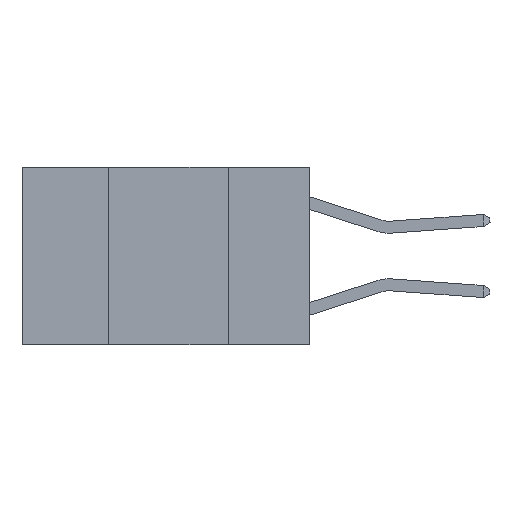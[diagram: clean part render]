
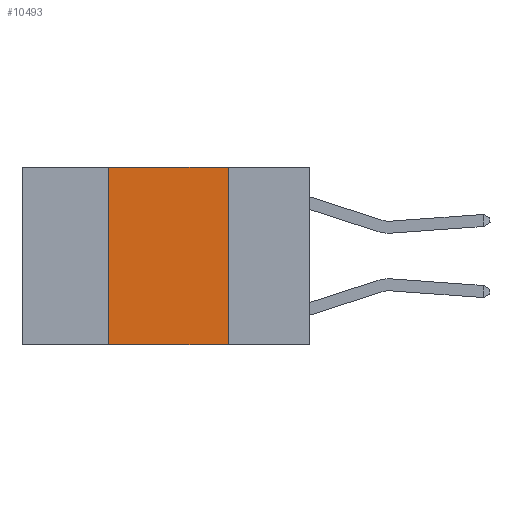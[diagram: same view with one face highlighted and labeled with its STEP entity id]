
A CAD part, left-side view. The second image highlights one B-rep face of the part: STEP entity #10493.
In plain terms, the highlighted planar face has unit normal (-1, 0, 0).
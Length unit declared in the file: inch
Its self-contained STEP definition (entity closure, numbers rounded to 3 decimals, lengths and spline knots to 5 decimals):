
#494 = EDGE_CURVE ( 'NONE', #1550, #6491, #7343, .T. ) ;
#1115 = LINE ( 'NONE', #7693, #11034 ) ;
#1550 = VERTEX_POINT ( 'NONE', #6410 ) ;
#1716 = CARTESIAN_POINT ( 'NONE',  ( 0., 0.17, 0. ) ) ;
#2295 = PLANE ( 'NONE',  #7272 ) ;
#2509 = CARTESIAN_POINT ( 'NONE',  ( 0., 0.17, 0. ) ) ;
#2514 = VERTEX_POINT ( 'NONE', #13748 ) ;
#2944 = EDGE_CURVE ( 'NONE', #7290, #2514, #12970, .T. ) ;
#3489 = EDGE_CURVE ( 'NONE', #6491, #7290, #1115, .T. ) ;
#3587 = EDGE_LOOP ( 'NONE', ( #8237, #10899, #10039, #4905 ) ) ;
#4355 = DIRECTION ( 'NONE',  ( 1., 0., 0. ) ) ;
#4905 = ORIENTED_EDGE ( 'NONE', *, *, #12250, .T. ) ;
#6183 = DIRECTION ( 'NONE',  ( 0., 0., 1. ) ) ;
#6410 = CARTESIAN_POINT ( 'NONE',  ( 0., 0.42, -0.37 ) ) ;
#6491 = VERTEX_POINT ( 'NONE', #10461 ) ;
#7272 = AXIS2_PLACEMENT_3D ( 'NONE', #9790, #4355, #12257 ) ;
#7290 = VERTEX_POINT ( 'NONE', #2509 ) ;
#7343 = LINE ( 'NONE', #10443, #10442 ) ;
#7693 = CARTESIAN_POINT ( 'NONE',  ( 0., 0.6, 0. ) ) ;
#7788 = FACE_OUTER_BOUND ( 'NONE', #3587, .T. ) ;
#8237 = ORIENTED_EDGE ( 'NONE', *, *, #2944, .F. ) ;
#8922 = CARTESIAN_POINT ( 'NONE',  ( 0., 0.6, -0.37 ) ) ;
#9790 = CARTESIAN_POINT ( 'NONE',  ( 0., 0.6, 0. ) ) ;
#9978 = DIRECTION ( 'NONE',  ( 0., -1., 0. ) ) ;
#10039 = ORIENTED_EDGE ( 'NONE', *, *, #494, .F. ) ;
#10060 = LINE ( 'NONE', #8922, #11873 ) ;
#10442 = VECTOR ( 'NONE', #6183, 39.37008 ) ;
#10443 = CARTESIAN_POINT ( 'NONE',  ( 0., 0.42, 0. ) ) ;
#10461 = CARTESIAN_POINT ( 'NONE',  ( 0., 0.42, 0. ) ) ;
#10493 = ADVANCED_FACE ( 'NONE', ( #7788 ), #2295, .F. ) ;
#10871 = DIRECTION ( 'NONE',  ( 0., 0., -1. ) ) ;
#10899 = ORIENTED_EDGE ( 'NONE', *, *, #3489, .F. ) ;
#11034 = VECTOR ( 'NONE', #9978, 39.37008 ) ;
#11551 = VECTOR ( 'NONE', #10871, 39.37008 ) ;
#11873 = VECTOR ( 'NONE', #13326, 39.37008 ) ;
#12250 = EDGE_CURVE ( 'NONE', #1550, #2514, #10060, .T. ) ;
#12257 = DIRECTION ( 'NONE',  ( 0., 0., -1. ) ) ;
#12970 = LINE ( 'NONE', #1716, #11551 ) ;
#13326 = DIRECTION ( 'NONE',  ( 0., -1., 0. ) ) ;
#13748 = CARTESIAN_POINT ( 'NONE',  ( 0., 0.17, -0.37 ) ) ;
